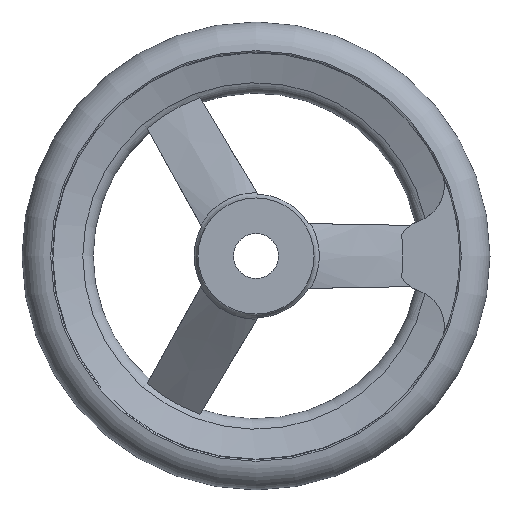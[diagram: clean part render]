
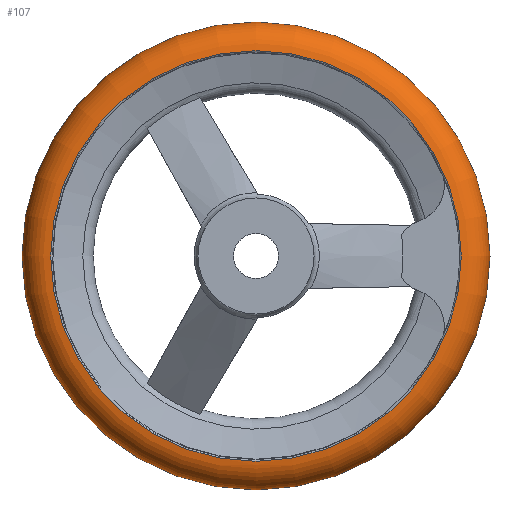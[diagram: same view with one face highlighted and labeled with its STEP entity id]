
A CAD part, front view. The second image highlights one B-rep face of the part: STEP entity #107.
In plain terms, the highlighted toroidal (fillet/blend) face has major radius 54.5 mm and minor radius 8 mm.
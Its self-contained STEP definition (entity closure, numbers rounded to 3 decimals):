
#107 = ADVANCED_FACE( '', ( #238, #239, #240 ), #241, .T. );
#238 = FACE_BOUND( '', #386, .T. );
#239 = FACE_OUTER_BOUND( '', #387, .T. );
#240 = FACE_OUTER_BOUND( '', #388, .T. );
#241 = TOROIDAL_SURFACE( '', #389, 54.5, 8. );
#386 = VERTEX_LOOP( '', #642 );
#387 = EDGE_LOOP( '', ( #643 ) );
#388 = EDGE_LOOP( '', ( #644 ) );
#389 = AXIS2_PLACEMENT_3D( '', #645, #646, #647 );
#642 = VERTEX_POINT( '', #926 );
#643 = ORIENTED_EDGE( '', *, *, #903, .T. );
#644 = ORIENTED_EDGE( '', *, *, #866, .F. );
#645 = CARTESIAN_POINT( '', ( 0., 28., 0. ) );
#646 = DIRECTION( '', ( 0., -1., 0. ) );
#647 = DIRECTION( '', ( 0., 0., -1. ) );
#866 = EDGE_CURVE( '', #1042, #1042, #1043, .T. );
#903 = EDGE_CURVE( '', #1103, #1103, #1104, .T. );
#926 = CARTESIAN_POINT( '', ( 0., 28., -62.5 ) );
#1042 = VERTEX_POINT( '', #1379 );
#1043 = CIRCLE( '', #1380, 54.833 );
#1103 = VERTEX_POINT( '', #1605 );
#1104 = CIRCLE( '', #1606, 54.833 );
#1379 = CARTESIAN_POINT( '', ( 0., 20.007, -54.833 ) );
#1380 = AXIS2_PLACEMENT_3D( '', #1861, #1862, #1863 );
#1605 = CARTESIAN_POINT( '', ( 0., 35.993, -54.833 ) );
#1606 = AXIS2_PLACEMENT_3D( '', #1892, #1893, #1894 );
#1861 = CARTESIAN_POINT( '', ( 0., 20.007, 0. ) );
#1862 = DIRECTION( '', ( 0., -1., 0. ) );
#1863 = DIRECTION( '', ( 0., 0., -1. ) );
#1892 = CARTESIAN_POINT( '', ( 0., 35.993, 0. ) );
#1893 = DIRECTION( '', ( 0., -1., 0. ) );
#1894 = DIRECTION( '', ( 0., 0., -1. ) );
